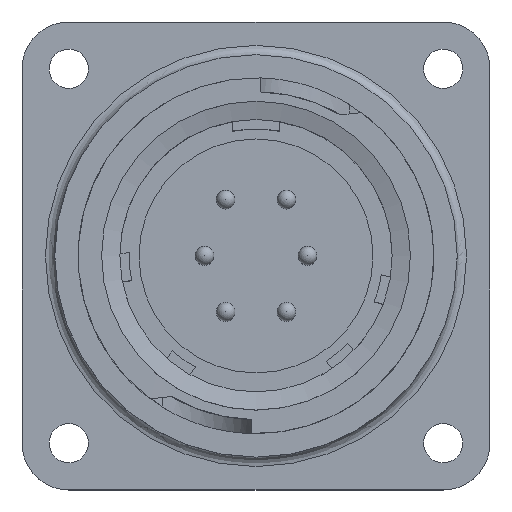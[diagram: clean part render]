
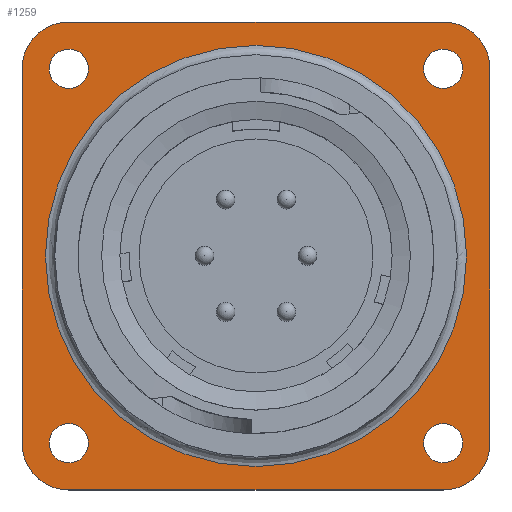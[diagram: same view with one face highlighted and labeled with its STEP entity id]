
A CAD part, top view. The second image highlights one B-rep face of the part: STEP entity #1259.
In plain terms, the highlighted planar face has unit normal (0, 0, 1).
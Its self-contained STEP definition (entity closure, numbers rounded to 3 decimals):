
#813=FACE_BOUND('',#2109,.T.);
#814=FACE_BOUND('',#2110,.T.);
#815=FACE_BOUND('',#2111,.T.);
#816=FACE_BOUND('',#2112,.T.);
#817=FACE_BOUND('',#2113,.T.);
#818=FACE_BOUND('',#2114,.T.);
#1018=PLANE('',#7582);
#1259=ADVANCED_FACE('',(#813,#814,#815,#816,#817,#818),#1018,.T.);
#2109=EDGE_LOOP('',(#3047));
#2110=EDGE_LOOP('',(#3048));
#2111=EDGE_LOOP('',(#3049));
#2112=EDGE_LOOP('',(#3050));
#2113=EDGE_LOOP('',(#3051));
#2114=EDGE_LOOP('',(#3052,#3053,#3054,#3055,#3056,#3057,#3058,#3059));
#2582=CIRCLE('',#7528,2.1);
#2594=CIRCLE('',#7556,2.1);
#2596=CIRCLE('',#7559,2.1);
#2598=CIRCLE('',#7562,2.1);
#2600=CIRCLE('',#7566,5.);
#2602=CIRCLE('',#7570,5.);
#2604=CIRCLE('',#7574,5.);
#2606=CIRCLE('',#7579,5.);
#2607=CIRCLE('',#7581,22.5);
#3047=ORIENTED_EDGE('',*,*,#5631,.T.);
#3048=ORIENTED_EDGE('',*,*,#5566,.T.);
#3049=ORIENTED_EDGE('',*,*,#5606,.T.);
#3050=ORIENTED_EDGE('',*,*,#5604,.T.);
#3051=ORIENTED_EDGE('',*,*,#5602,.T.);
#3052=ORIENTED_EDGE('',*,*,#5630,.F.);
#3053=ORIENTED_EDGE('',*,*,#5627,.F.);
#3054=ORIENTED_EDGE('',*,*,#5624,.F.);
#3055=ORIENTED_EDGE('',*,*,#5621,.F.);
#3056=ORIENTED_EDGE('',*,*,#5618,.F.);
#3057=ORIENTED_EDGE('',*,*,#5615,.F.);
#3058=ORIENTED_EDGE('',*,*,#5612,.F.);
#3059=ORIENTED_EDGE('',*,*,#5609,.F.);
#4881=VERTEX_POINT('',#10394);
#4906=VERTEX_POINT('',#10471);
#4908=VERTEX_POINT('',#10476);
#4910=VERTEX_POINT('',#10481);
#4913=VERTEX_POINT('',#10487);
#4914=VERTEX_POINT('',#10489);
#4916=VERTEX_POINT('',#10495);
#4918=VERTEX_POINT('',#10501);
#4920=VERTEX_POINT('',#10507);
#4922=VERTEX_POINT('',#10513);
#4924=VERTEX_POINT('',#10519);
#4926=VERTEX_POINT('',#10525);
#4927=VERTEX_POINT('',#10533);
#5566=EDGE_CURVE('',#4881,#4881,#2582,.T.);
#5602=EDGE_CURVE('',#4906,#4906,#2594,.T.);
#5604=EDGE_CURVE('',#4908,#4908,#2596,.T.);
#5606=EDGE_CURVE('',#4910,#4910,#2598,.T.);
#5609=EDGE_CURVE('',#4913,#4914,#6554,.T.);
#5612=EDGE_CURVE('',#4914,#4916,#2600,.T.);
#5615=EDGE_CURVE('',#4916,#4918,#6558,.T.);
#5618=EDGE_CURVE('',#4918,#4920,#2602,.T.);
#5621=EDGE_CURVE('',#4920,#4922,#6562,.T.);
#5624=EDGE_CURVE('',#4922,#4924,#2604,.T.);
#5627=EDGE_CURVE('',#4924,#4926,#6566,.T.);
#5630=EDGE_CURVE('',#4926,#4913,#2606,.T.);
#5631=EDGE_CURVE('',#4927,#4927,#2607,.T.);
#6554=LINE('',#10488,#7052);
#6558=LINE('',#10500,#7056);
#6562=LINE('',#10512,#7060);
#6566=LINE('',#10524,#7064);
#7052=VECTOR('',#8431,1.);
#7056=VECTOR('',#8443,1.);
#7060=VECTOR('',#8455,1.);
#7064=VECTOR('',#8467,1.);
#7528=AXIS2_PLACEMENT_3D('',#10393,#8333,#8334);
#7556=AXIS2_PLACEMENT_3D('',#10470,#8413,#8414);
#7559=AXIS2_PLACEMENT_3D('',#10475,#8419,#8420);
#7562=AXIS2_PLACEMENT_3D('',#10480,#8425,#8426);
#7566=AXIS2_PLACEMENT_3D('',#10494,#8437,#8438);
#7570=AXIS2_PLACEMENT_3D('',#10506,#8449,#8450);
#7574=AXIS2_PLACEMENT_3D('',#10518,#8461,#8462);
#7579=AXIS2_PLACEMENT_3D('',#10530,#8475,#8476);
#7581=AXIS2_PLACEMENT_3D('',#10532,#8479,#8480);
#7582=AXIS2_PLACEMENT_3D('',#10534,#8481,#8482);
#8333=DIRECTION('',(0.,0.,-1.));
#8334=DIRECTION('',(1.,0.,0.));
#8413=DIRECTION('',(0.,0.,-1.));
#8414=DIRECTION('',(1.,0.,0.));
#8419=DIRECTION('',(0.,0.,-1.));
#8420=DIRECTION('',(1.,0.,0.));
#8425=DIRECTION('',(0.,0.,-1.));
#8426=DIRECTION('',(1.,0.,0.));
#8431=DIRECTION('',(1.,0.,0.));
#8437=DIRECTION('',(0.,0.,-1.));
#8438=DIRECTION('',(0.,1.,0.));
#8443=DIRECTION('',(0.,-1.,0.));
#8449=DIRECTION('',(0.,0.,-1.));
#8450=DIRECTION('',(1.,0.,0.));
#8455=DIRECTION('',(-1.,0.,0.));
#8461=DIRECTION('',(0.,0.,-1.));
#8462=DIRECTION('',(0.,-1.,0.));
#8467=DIRECTION('',(0.,1.,0.));
#8475=DIRECTION('',(0.,0.,-1.));
#8476=DIRECTION('',(-1.,0.,0.));
#8479=DIRECTION('',(0.,0.,-1.));
#8480=DIRECTION('',(1.,0.,0.));
#8481=DIRECTION('',(0.,0.,1.));
#8482=DIRECTION('',(1.,0.,0.));
#10393=CARTESIAN_POINT('',(-28.824,-29.712,3.8));
#10394=CARTESIAN_POINT('',(-26.724,-29.712,3.8));
#10470=CARTESIAN_POINT('',(-68.824,10.288,3.8));
#10471=CARTESIAN_POINT('',(-66.724,10.288,3.8));
#10475=CARTESIAN_POINT('',(-28.824,10.288,3.8));
#10476=CARTESIAN_POINT('',(-26.724,10.288,3.8));
#10480=CARTESIAN_POINT('',(-68.824,-29.712,3.8));
#10481=CARTESIAN_POINT('',(-66.724,-29.712,3.8));
#10487=CARTESIAN_POINT('',(-68.824,15.288,3.8));
#10488=CARTESIAN_POINT('',(-68.824,15.288,3.8));
#10489=CARTESIAN_POINT('',(-28.824,15.288,3.8));
#10494=CARTESIAN_POINT('',(-28.824,10.288,3.8));
#10495=CARTESIAN_POINT('',(-23.824,10.288,3.8));
#10500=CARTESIAN_POINT('',(-23.824,10.288,3.8));
#10501=CARTESIAN_POINT('',(-23.824,-29.712,3.8));
#10506=CARTESIAN_POINT('',(-28.824,-29.712,3.8));
#10507=CARTESIAN_POINT('',(-28.824,-34.712,3.8));
#10512=CARTESIAN_POINT('',(-28.824,-34.712,3.8));
#10513=CARTESIAN_POINT('',(-68.824,-34.712,3.8));
#10518=CARTESIAN_POINT('',(-68.824,-29.712,3.8));
#10519=CARTESIAN_POINT('',(-73.824,-29.712,3.8));
#10524=CARTESIAN_POINT('',(-73.824,-29.712,3.8));
#10525=CARTESIAN_POINT('',(-73.824,10.288,3.8));
#10530=CARTESIAN_POINT('',(-68.824,10.288,3.8));
#10532=CARTESIAN_POINT('',(-48.824,-9.712,3.8));
#10533=CARTESIAN_POINT('',(-26.324,-9.712,3.8));
#10534=CARTESIAN_POINT('',(-76.324,-37.212,3.8));
